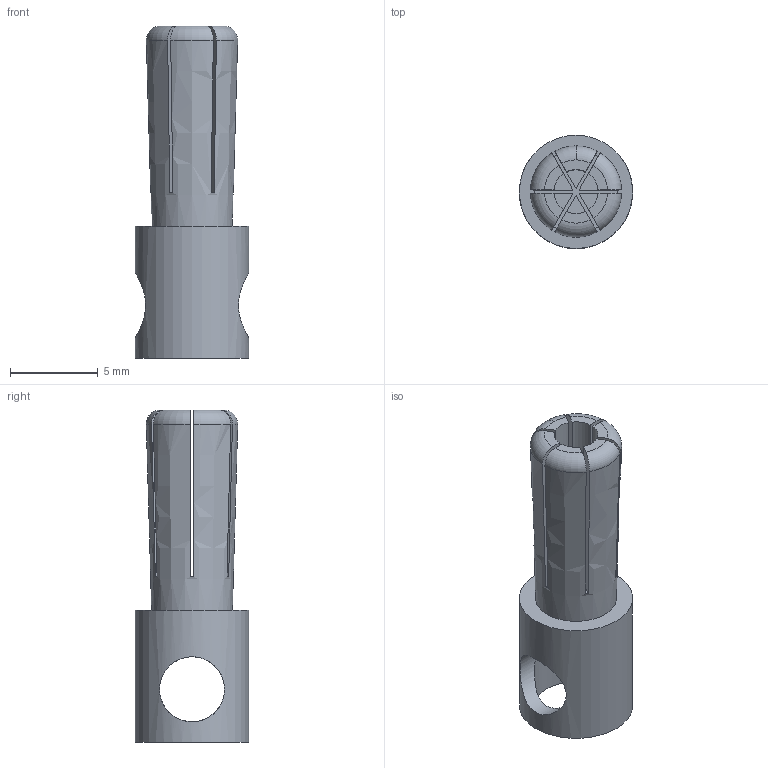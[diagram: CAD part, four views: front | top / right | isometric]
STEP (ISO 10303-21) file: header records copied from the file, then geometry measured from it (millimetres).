
FILE_DESCRIPTION(('FreeCAD Model'),'2;1');
FILE_NAME('Open CASCADE Shape Model','2024-11-06T22:17:57',(''),(''), 'Open CASCADE STEP processor 7.7','FreeCAD','Unknown');
FILE_SCHEMA(('AUTOMOTIVE_DESIGN { 1 0 10303 214 1 1 1 1 }'));
Length unit declared in the file: millimetre
Products named in the file (1): Body
Bounding box: 6.45 x 6.45 x 18.9 mm (x, y, z)
Volume: 265.2 mm3; surface area: 661.1 mm2
Topology: 1 solids, 1 shells, 47 faces, 133 edges, 88 vertices
Faces by surface type: plane 28, cylinder 10, torus 7, cone 2
Full cylindrical faces by diameter (mm): 3.7 x2, 4.7 x1, 6.45 x1
Entity records: 5264 total; most frequent: CARTESIAN_POINT 2670, DIRECTION 464, ORIENTED_EDGE 266, PCURVE 266, DEFINITIONAL_REPRESENTATION 266, LINE 232, VECTOR 232, EDGE_CURVE 133
